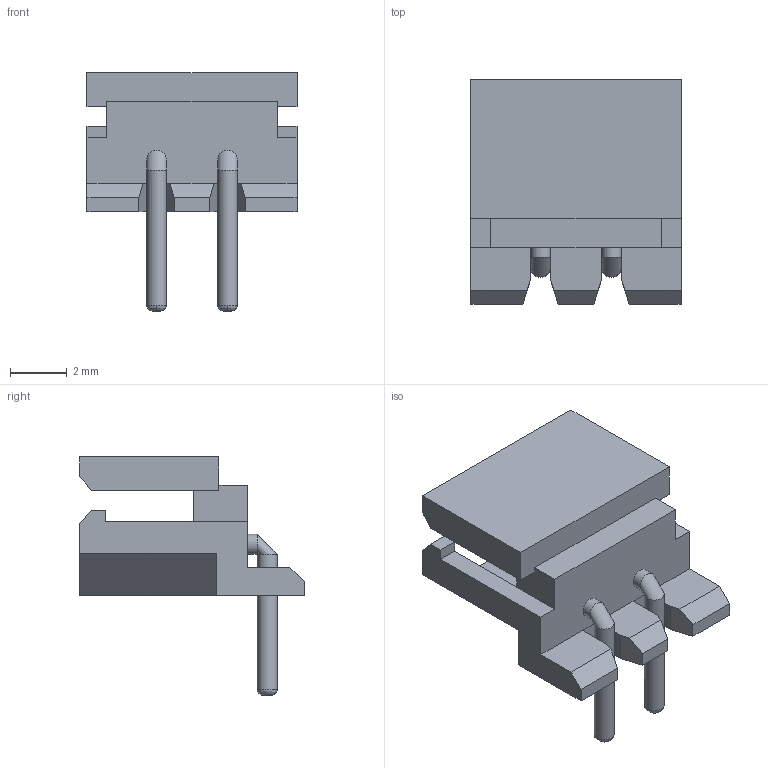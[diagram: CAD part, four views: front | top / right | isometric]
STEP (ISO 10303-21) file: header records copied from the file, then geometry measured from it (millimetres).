
FILE_DESCRIPTION( ( 'STEP AP214' ), '1' );
FILE_NAME( 'psolqas1227236255.stp', '2019-07-17T10:27:23', ( '' ), ( '' ), ' ', 'PARTsolutions', ' ' );
FILE_SCHEMA( ( 'AUTOMOTIVE_DESIGN { 1 0 10303 214 1 1 1 1 }' ) );
Length unit declared in the file: metre
Products named in the file (1): 1
Bounding box: 7.4 x 7.9 x 8.4 mm (x, y, z)
Volume: 131.6 mm3; surface area: 350.5 mm2
Topology: 1 solids, 1 shells, 85 faces, 221 edges, 138 vertices
Faces by surface type: plane 69, bspline 8, cylinder 6, torus 2
Full cylindrical faces by diameter (mm): 0.7 x6
Entity records: 2667 total; most frequent: CARTESIAN_POINT 654, ORIENTED_EDGE 418, DIRECTION 390, EDGE_CURVE 209, LINE 170, VECTOR 170, VERTEX_POINT 136, AXIS2_PLACEMENT_3D 110
